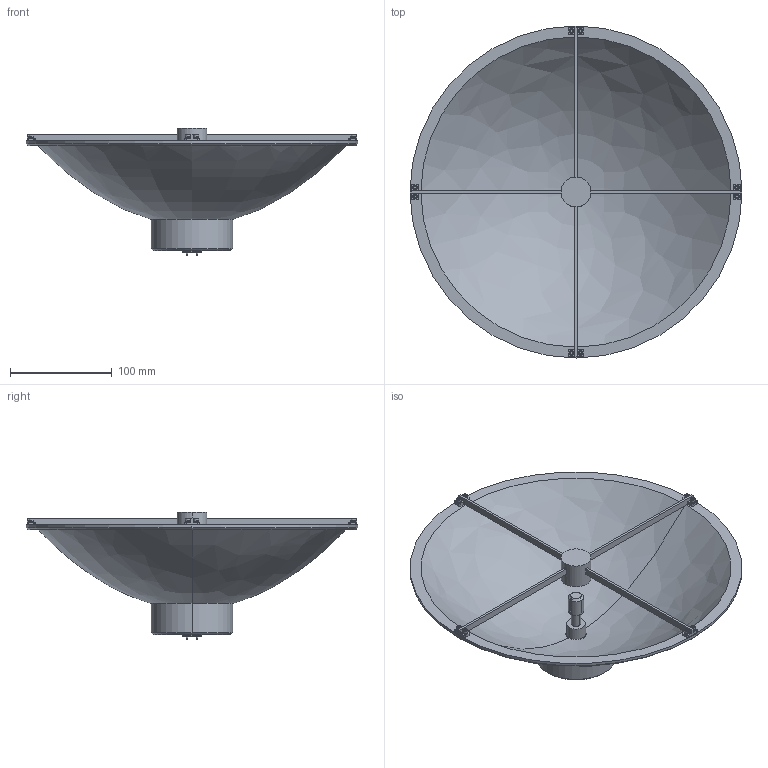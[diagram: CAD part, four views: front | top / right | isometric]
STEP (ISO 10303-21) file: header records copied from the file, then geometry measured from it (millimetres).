
FILE_DESCRIPTION (( 'STEP AP203' ), '1' );
FILE_NAME ('AY-RW45-12-A.STEP', '2022-07-08T18:26:36', ( '' ), ( '' ), 'SwSTEP 2.0', 'SolidWorks 2021', '' );
FILE_SCHEMA (( 'CONFIG_CONTROL_DESIGN' ));
Length unit declared in the file: inch
Products named in the file (1): AY-RW45-12-A
Bounding box: 326.32 x 326.32 x 125.04 mm (x, y, z)
Volume: 450726.4 mm3; surface area: 231859.1 mm2
Topology: 5 solids, 13 shells, 668 faces, 1562 edges, 926 vertices
Faces by surface type: cylinder 231, plane 213, cone 212, bspline 12
Entity records: 21269 total; most frequent: CARTESIAN_POINT 6571, DIRECTION 3090, ORIENTED_EDGE 3028, EDGE_CURVE 1514, AXIS2_PLACEMENT_3D 1193, VERTEX_POINT 926, EDGE_LOOP 728, VECTOR 704
